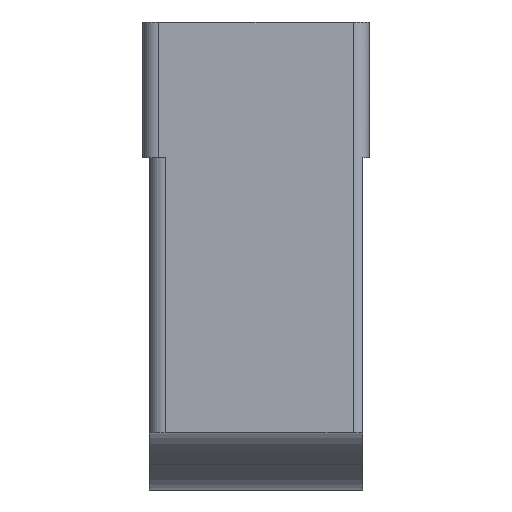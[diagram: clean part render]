
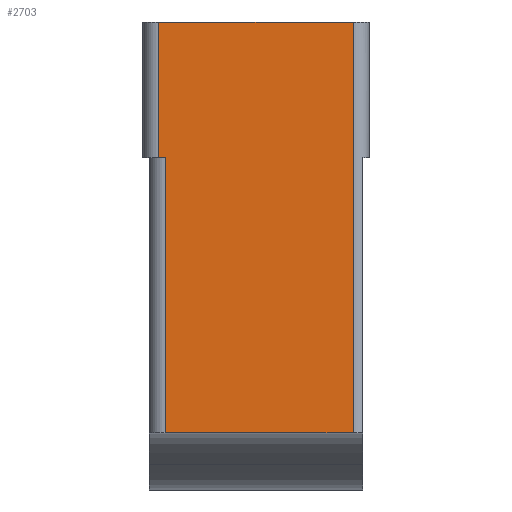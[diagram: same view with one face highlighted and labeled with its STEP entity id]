
A CAD part, left-side view. The second image highlights one B-rep face of the part: STEP entity #2703.
In plain terms, the highlighted planar face has unit normal (-1, 0, 0).
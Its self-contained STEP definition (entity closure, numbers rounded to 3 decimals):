
#23=PLANE('',#2866);
#120=FACE_OUTER_BOUND('',#265,.T.);
#265=EDGE_LOOP('',(#1837,#1838,#1839,#1840,#1841,#1842));
#412=LINE('',#3939,#717);
#414=LINE('',#3945,#719);
#422=LINE('',#3963,#727);
#423=LINE('',#3965,#728);
#424=LINE('',#3967,#729);
#425=LINE('',#3968,#730);
#717=VECTOR('',#3122,10.);
#719=VECTOR('',#3128,10.);
#727=VECTOR('',#3140,10.);
#728=VECTOR('',#3141,10.);
#729=VECTOR('',#3142,10.);
#730=VECTOR('',#3143,10.);
#1133=VERTEX_POINT('',#3936);
#1134=VERTEX_POINT('',#3938);
#1136=VERTEX_POINT('',#3944);
#1144=VERTEX_POINT('',#3962);
#1145=VERTEX_POINT('',#3964);
#1146=VERTEX_POINT('',#3966);
#1409=EDGE_CURVE('',#1133,#1134,#412,.T.);
#1412=EDGE_CURVE('',#1136,#1134,#414,.T.);
#1421=EDGE_CURVE('',#1133,#1144,#422,.T.);
#1422=EDGE_CURVE('',#1145,#1144,#423,.T.);
#1423=EDGE_CURVE('',#1145,#1146,#424,.T.);
#1424=EDGE_CURVE('',#1136,#1146,#425,.T.);
#1837=ORIENTED_EDGE('',*,*,#1409,.F.);
#1838=ORIENTED_EDGE('',*,*,#1421,.T.);
#1839=ORIENTED_EDGE('',*,*,#1422,.F.);
#1840=ORIENTED_EDGE('',*,*,#1423,.T.);
#1841=ORIENTED_EDGE('',*,*,#1424,.F.);
#1842=ORIENTED_EDGE('',*,*,#1412,.T.);
#2703=ADVANCED_FACE('',(#120),#23,.T.);
#2866=AXIS2_PLACEMENT_3D('',#3961,#3138,#3139);
#3122=DIRECTION('',(0.,0.,1.));
#3128=DIRECTION('',(0.,1.,0.));
#3138=DIRECTION('center_axis',(-1.,0.,0.));
#3139=DIRECTION('ref_axis',(0.,-1.,0.));
#3140=DIRECTION('',(0.,-1.,0.));
#3141=DIRECTION('',(0.,0.,1.));
#3142=DIRECTION('',(0.,-1.,0.));
#3143=DIRECTION('',(0.,0.,-1.));
#3936=CARTESIAN_POINT('',(0.,12.8,17.279));
#3938=CARTESIAN_POINT('',(0.,12.8,25.8));
#3939=CARTESIAN_POINT('',(0.,12.8,12.9));
#3944=CARTESIAN_POINT('',(0.,0.6,25.8));
#3945=CARTESIAN_POINT('',(0.,13.4,25.8));
#3961=CARTESIAN_POINT('Origin',(0.,13.4,0.));
#3962=CARTESIAN_POINT('',(0.,12.4,17.279));
#3963=CARTESIAN_POINT('',(0.,13.8,17.279));
#3964=CARTESIAN_POINT('',(0.,12.4,0.));
#3965=CARTESIAN_POINT('',(0.,12.4,0.));
#3966=CARTESIAN_POINT('',(0.,0.6,0.));
#3967=CARTESIAN_POINT('',(0.,13.4,0.));
#3968=CARTESIAN_POINT('',(0.,0.6,8.64));
